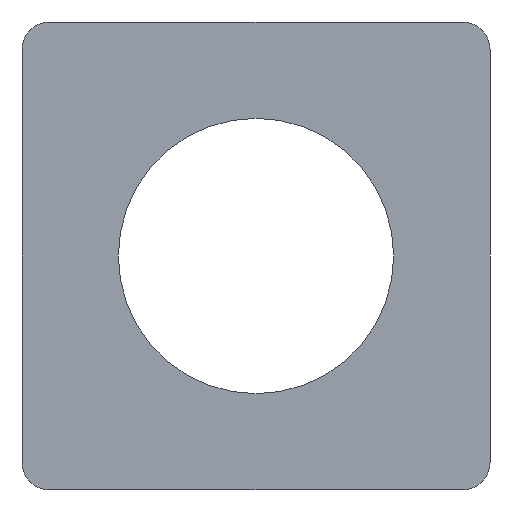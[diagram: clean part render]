
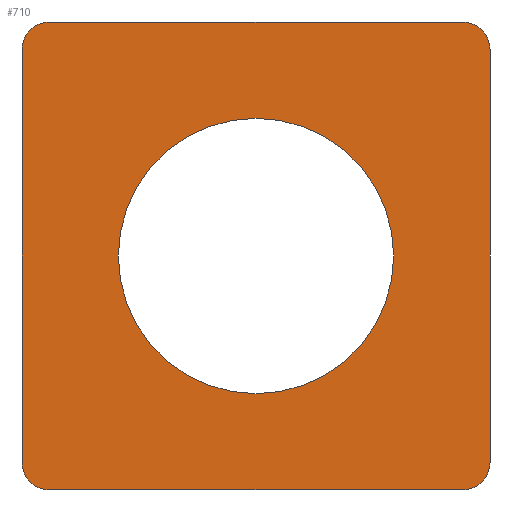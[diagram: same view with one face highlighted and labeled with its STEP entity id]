
A CAD part, front view. The second image highlights one B-rep face of the part: STEP entity #710.
In plain terms, the highlighted planar face has unit normal (0, -1, 0).
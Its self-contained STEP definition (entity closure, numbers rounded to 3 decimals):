
#3 = DIRECTION ( 'NONE',  ( 0., 0., 1. ) ) ;
#61 = CARTESIAN_POINT ( 'NONE',  ( -28.893, 0., -51.324 ) ) ;
#123 = CARTESIAN_POINT ( 'NONE',  ( 0., 0., 0. ) ) ;
#168 = AXIS2_PLACEMENT_3D ( 'NONE', #123, #237, #3 ) ;
#176 = EDGE_LOOP ( 'NONE', ( #1249, #1590, #1495, #691, #373, #186, #1178, #1483 ) ) ;
#186 = ORIENTED_EDGE ( 'NONE', *, *, #714, .T. ) ;
#231 = DIRECTION ( 'NONE',  ( 0., 0., 1. ) ) ;
#235 = EDGE_CURVE ( 'NONE', #1125, #302, #337, .T. ) ;
#237 = DIRECTION ( 'NONE',  ( 0., 1., 0. ) ) ;
#238 = AXIS2_PLACEMENT_3D ( 'NONE', #274, #1543, #797 ) ;
#247 = CARTESIAN_POINT ( 'NONE',  ( 46.107, 0., -51.324 ) ) ;
#274 = CARTESIAN_POINT ( 'NONE',  ( 46.107, 0., 23.676 ) ) ;
#275 = LINE ( 'NONE', #1529, #1259 ) ;
#280 = EDGE_CURVE ( 'NONE', #1202, #1518, #1470, .T. ) ;
#293 = VECTOR ( 'NONE', #1319, 1000. ) ;
#302 = VERTEX_POINT ( 'NONE', #334 ) ;
#306 = VERTEX_POINT ( 'NONE', #1591 ) ;
#328 = CARTESIAN_POINT ( 'NONE',  ( -28.893, 0., 23.676 ) ) ;
#334 = CARTESIAN_POINT ( 'NONE',  ( 8.607, 0., -38.824 ) ) ;
#337 = CIRCLE ( 'NONE', #411, 25. ) ;
#373 = ORIENTED_EDGE ( 'NONE', *, *, #954, .F. ) ;
#388 = CARTESIAN_POINT ( 'NONE',  ( 46.107, 0., -56.324 ) ) ;
#411 = AXIS2_PLACEMENT_3D ( 'NONE', #1585, #1565, #581 ) ;
#478 = PLANE ( 'NONE',  #168 ) ;
#518 = CARTESIAN_POINT ( 'NONE',  ( 8.607, 0., -13.824 ) ) ;
#545 = DIRECTION ( 'NONE',  ( 0., -1., 0. ) ) ;
#565 = DIRECTION ( 'NONE',  ( 0., 0., -1. ) ) ;
#581 = DIRECTION ( 'NONE',  ( 0., 0., 1. ) ) ;
#590 = DIRECTION ( 'NONE',  ( 0., 0., 1. ) ) ;
#593 = CARTESIAN_POINT ( 'NONE',  ( 46.107, 0., 28.676 ) ) ;
#594 = VERTEX_POINT ( 'NONE', #593 ) ;
#613 = LINE ( 'NONE', #1050, #1575 ) ;
#616 = CARTESIAN_POINT ( 'NONE',  ( 8.607, 0., 11.176 ) ) ;
#618 = FACE_OUTER_BOUND ( 'NONE', #176, .T. ) ;
#635 = CIRCLE ( 'NONE', #238, 5. ) ;
#640 = DIRECTION ( 'NONE',  ( 0., 1., 0. ) ) ;
#658 = FACE_BOUND ( 'NONE', #662, .T. ) ;
#662 = EDGE_LOOP ( 'NONE', ( #1232, #1380 ) ) ;
#684 = LINE ( 'NONE', #1561, #293 ) ;
#691 = ORIENTED_EDGE ( 'NONE', *, *, #1245, .T. ) ;
#710 = ADVANCED_FACE ( 'NONE', ( #658, #618 ), #478, .F. ) ;
#714 = EDGE_CURVE ( 'NONE', #1546, #594, #635, .T. ) ;
#731 = CIRCLE ( 'NONE', #849, 25. ) ;
#741 = CARTESIAN_POINT ( 'NONE',  ( -28.893, 0., 28.676 ) ) ;
#756 = VERTEX_POINT ( 'NONE', #899 ) ;
#760 = EDGE_CURVE ( 'NONE', #302, #1125, #731, .T. ) ;
#776 = VERTEX_POINT ( 'NONE', #388 ) ;
#797 = DIRECTION ( 'NONE',  ( 0., 0., 1. ) ) ;
#828 = EDGE_CURVE ( 'NONE', #756, #1518, #275, .T. ) ;
#830 = AXIS2_PLACEMENT_3D ( 'NONE', #247, #1396, #231 ) ;
#849 = AXIS2_PLACEMENT_3D ( 'NONE', #518, #640, #1261 ) ;
#856 = EDGE_CURVE ( 'NONE', #776, #1468, #684, .T. ) ;
#899 = CARTESIAN_POINT ( 'NONE',  ( -33.893, 0., -51.324 ) ) ;
#903 = DIRECTION ( 'NONE',  ( 0., 0., 1. ) ) ;
#915 = EDGE_CURVE ( 'NONE', #756, #1468, #1406, .T. ) ;
#916 = LINE ( 'NONE', #1586, #1473 ) ;
#946 = DIRECTION ( 'NONE',  ( 0., 0., 1. ) ) ;
#950 = CARTESIAN_POINT ( 'NONE',  ( 51.107, 0., 23.676 ) ) ;
#954 = EDGE_CURVE ( 'NONE', #1546, #306, #916, .T. ) ;
#958 = CARTESIAN_POINT ( 'NONE',  ( -28.893, 0., -56.324 ) ) ;
#1050 = CARTESIAN_POINT ( 'NONE',  ( -33.893, 0., 28.676 ) ) ;
#1125 = VERTEX_POINT ( 'NONE', #616 ) ;
#1167 = AXIS2_PLACEMENT_3D ( 'NONE', #61, #545, #946 ) ;
#1178 = ORIENTED_EDGE ( 'NONE', *, *, #1410, .F. ) ;
#1185 = DIRECTION ( 'NONE',  ( 0., -1., 0. ) ) ;
#1202 = VERTEX_POINT ( 'NONE', #741 ) ;
#1232 = ORIENTED_EDGE ( 'NONE', *, *, #235, .T. ) ;
#1245 = EDGE_CURVE ( 'NONE', #776, #306, #1369, .T. ) ;
#1249 = ORIENTED_EDGE ( 'NONE', *, *, #828, .F. ) ;
#1259 = VECTOR ( 'NONE', #903, 1000. ) ;
#1261 = DIRECTION ( 'NONE',  ( 0., 0., 1. ) ) ;
#1278 = AXIS2_PLACEMENT_3D ( 'NONE', #328, #1185, #590 ) ;
#1319 = DIRECTION ( 'NONE',  ( -1., 0., 0. ) ) ;
#1369 = CIRCLE ( 'NONE', #830, 5. ) ;
#1380 = ORIENTED_EDGE ( 'NONE', *, *, #760, .T. ) ;
#1396 = DIRECTION ( 'NONE',  ( 0., -1., 0. ) ) ;
#1406 = CIRCLE ( 'NONE', #1167, 5. ) ;
#1410 = EDGE_CURVE ( 'NONE', #1202, #594, #613, .T. ) ;
#1416 = DIRECTION ( 'NONE',  ( 1., 0., 0. ) ) ;
#1468 = VERTEX_POINT ( 'NONE', #958 ) ;
#1470 = CIRCLE ( 'NONE', #1278, 5. ) ;
#1473 = VECTOR ( 'NONE', #565, 1000. ) ;
#1483 = ORIENTED_EDGE ( 'NONE', *, *, #280, .T. ) ;
#1495 = ORIENTED_EDGE ( 'NONE', *, *, #856, .F. ) ;
#1518 = VERTEX_POINT ( 'NONE', #1564 ) ;
#1529 = CARTESIAN_POINT ( 'NONE',  ( -33.893, 0., -56.324 ) ) ;
#1543 = DIRECTION ( 'NONE',  ( 0., -1., 0. ) ) ;
#1546 = VERTEX_POINT ( 'NONE', #950 ) ;
#1561 = CARTESIAN_POINT ( 'NONE',  ( -33.893, 0., -56.324 ) ) ;
#1564 = CARTESIAN_POINT ( 'NONE',  ( -33.893, 0., 23.676 ) ) ;
#1565 = DIRECTION ( 'NONE',  ( 0., 1., 0. ) ) ;
#1575 = VECTOR ( 'NONE', #1416, 1000. ) ;
#1585 = CARTESIAN_POINT ( 'NONE',  ( 8.607, 0., -13.824 ) ) ;
#1586 = CARTESIAN_POINT ( 'NONE',  ( 51.107, 0., -56.324 ) ) ;
#1590 = ORIENTED_EDGE ( 'NONE', *, *, #915, .T. ) ;
#1591 = CARTESIAN_POINT ( 'NONE',  ( 51.107, 0., -51.324 ) ) ;
